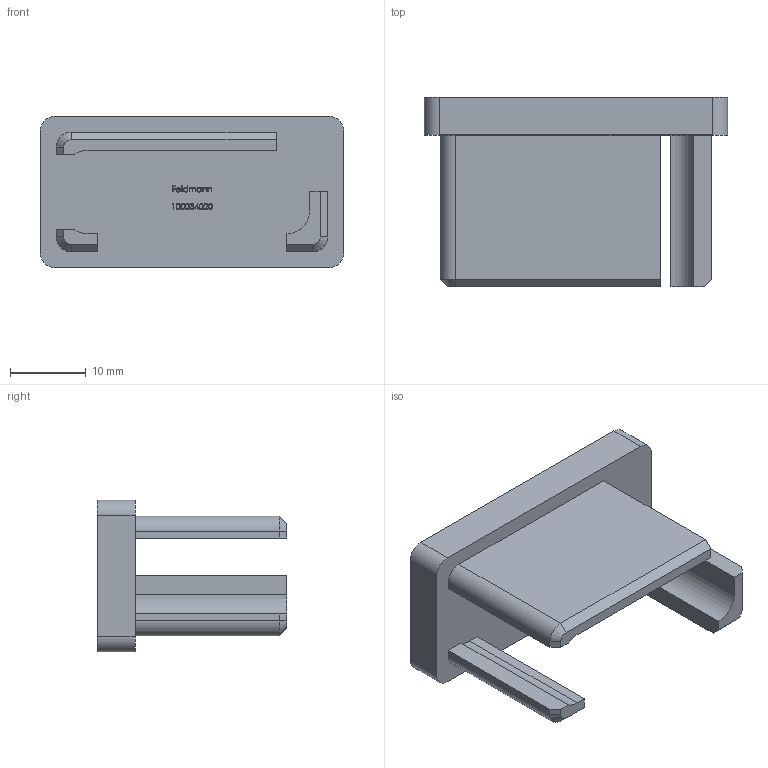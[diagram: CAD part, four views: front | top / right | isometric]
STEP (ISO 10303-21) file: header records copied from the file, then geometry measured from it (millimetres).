
FILE_DESCRIPTION (( 'STEP AP203' ), '1' );
FILE_NAME ('100034020.step', '2018-12-19T09:26:04', ( '' ), ( '' ), 'SwSTEP 2.0', 'SolidWorks 2015', '' );
FILE_SCHEMA (( 'CONFIG_CONTROL_DESIGN' ));
Length unit declared in the file: millimetre
Products named in the file (1): 100034020
Bounding box: 40 x 25 x 20 mm (x, y, z)
Volume: 6182.9 mm3; surface area: 4198.9 mm2
Topology: 1 solids, 1 shells, 264 faces, 693 edges, 460 vertices
Faces by surface type: plane 138, bspline 113, cylinder 10, cone 3
Entity records: 15027 total; most frequent: CARTESIAN_POINT 9187, ORIENTED_EDGE 1386, DIRECTION 794, EDGE_CURVE 693, VERTEX_POINT 460, LINE 444, VECTOR 444, EDGE_LOOP 293
